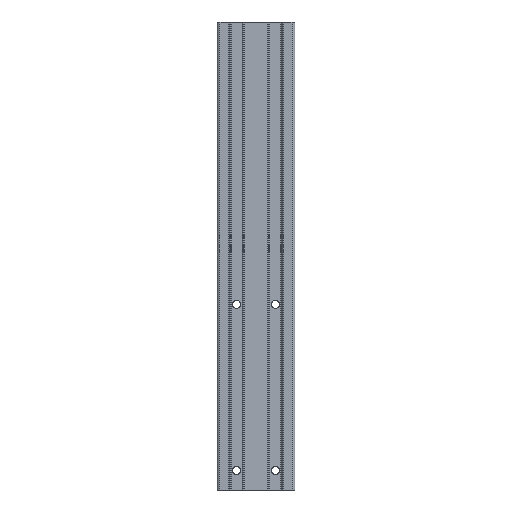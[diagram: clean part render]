
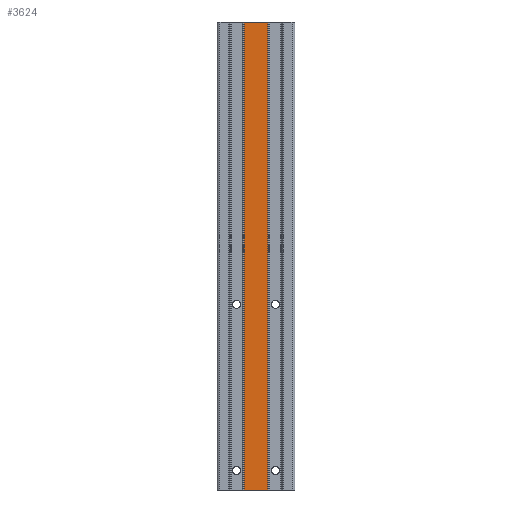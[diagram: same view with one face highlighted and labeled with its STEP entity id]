
A CAD part, front view. The second image highlights one B-rep face of the part: STEP entity #3624.
In plain terms, the highlighted planar face has unit normal (0, -1, 0).
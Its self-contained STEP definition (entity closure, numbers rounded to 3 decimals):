
#306 = VERTEX_POINT ( 'NONE', #3184 ) ;
#580 = DIRECTION ( 'NONE',  ( 0., 0., 1. ) ) ;
#683 = LINE ( 'NONE', #4783, #1080 ) ;
#694 = ORIENTED_EDGE ( 'NONE', *, *, #5679, .T. ) ;
#794 = VERTEX_POINT ( 'NONE', #3763 ) ;
#945 = DIRECTION ( 'NONE',  ( 1., 0., 0. ) ) ;
#1080 = VECTOR ( 'NONE', #8058, 1000. ) ;
#1357 = ORIENTED_EDGE ( 'NONE', *, *, #2450, .F. ) ;
#1365 = CARTESIAN_POINT ( 'NONE',  ( -6.1, -10., 120.2 ) ) ;
#1482 = EDGE_CURVE ( 'NONE', #306, #4076, #6745, .T. ) ;
#1944 = AXIS2_PLACEMENT_3D ( 'NONE', #7873, #2443, #580 ) ;
#2443 = DIRECTION ( 'NONE',  ( 0., 1., 0. ) ) ;
#2450 = EDGE_CURVE ( 'NONE', #306, #8631, #683, .T. ) ;
#2530 = ORIENTED_EDGE ( 'NONE', *, *, #1482, .T. ) ;
#3184 = CARTESIAN_POINT ( 'NONE',  ( -6.1, -10., 120.2 ) ) ;
#3225 = VECTOR ( 'NONE', #4839, 1000. ) ;
#3624 = ADVANCED_FACE ( 'NONE', ( #8036 ), #5997, .F. ) ;
#3740 = EDGE_LOOP ( 'NONE', ( #1357, #2530, #694, #8414 ) ) ;
#3763 = CARTESIAN_POINT ( 'NONE',  ( 6.1, -10., -120.2 ) ) ;
#4076 = VERTEX_POINT ( 'NONE', #6312 ) ;
#4127 = VECTOR ( 'NONE', #945, 1000. ) ;
#4152 = EDGE_CURVE ( 'NONE', #794, #8631, #4316, .T. ) ;
#4316 = LINE ( 'NONE', #4794, #3225 ) ;
#4386 = CARTESIAN_POINT ( 'NONE',  ( -6.4, -10., -120.2 ) ) ;
#4783 = CARTESIAN_POINT ( 'NONE',  ( -6.4, -10., 120.2 ) ) ;
#4794 = CARTESIAN_POINT ( 'NONE',  ( 6.1, -10., 120.2 ) ) ;
#4809 = DIRECTION ( 'NONE',  ( 0., 0., -1. ) ) ;
#4839 = DIRECTION ( 'NONE',  ( 0., 0., 1. ) ) ;
#5679 = EDGE_CURVE ( 'NONE', #4076, #794, #8391, .T. ) ;
#5997 = PLANE ( 'NONE',  #1944 ) ;
#6228 = CARTESIAN_POINT ( 'NONE',  ( 6.1, -10., 120.2 ) ) ;
#6312 = CARTESIAN_POINT ( 'NONE',  ( -6.1, -10., -120.2 ) ) ;
#6745 = LINE ( 'NONE', #1365, #7746 ) ;
#7746 = VECTOR ( 'NONE', #4809, 1000. ) ;
#7873 = CARTESIAN_POINT ( 'NONE',  ( -6.4, -10., 120.2 ) ) ;
#8036 = FACE_OUTER_BOUND ( 'NONE', #3740, .T. ) ;
#8058 = DIRECTION ( 'NONE',  ( 1., 0., 0. ) ) ;
#8391 = LINE ( 'NONE', #4386, #4127 ) ;
#8414 = ORIENTED_EDGE ( 'NONE', *, *, #4152, .T. ) ;
#8631 = VERTEX_POINT ( 'NONE', #6228 ) ;
